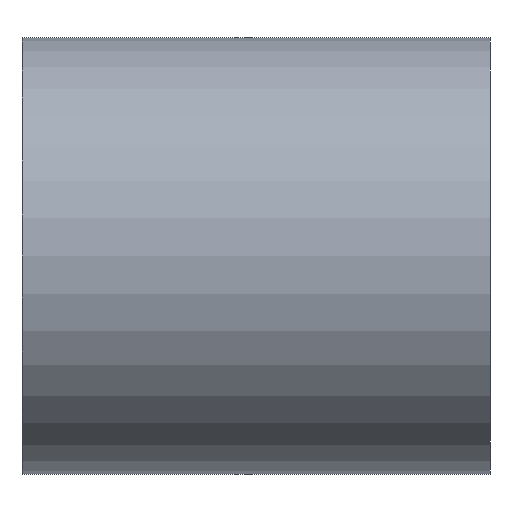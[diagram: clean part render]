
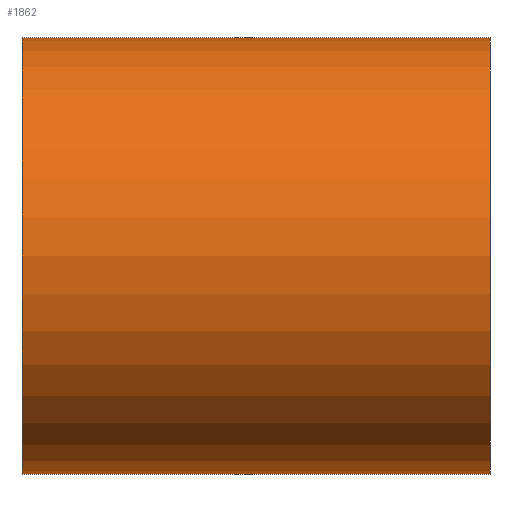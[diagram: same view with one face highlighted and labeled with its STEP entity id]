
A CAD part, left-side view. The second image highlights one B-rep face of the part: STEP entity #1862.
In plain terms, the highlighted cylindrical face has radius 7 mm (diameter 14 mm), a partial arc.
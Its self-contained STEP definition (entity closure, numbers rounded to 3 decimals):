
#248 = DIRECTION ( 'NONE',  ( 0., 1., 0. ) ) ;
#249 = AXIS2_PLACEMENT_3D ( 'NONE', #257, #248, #254 ) ;
#254 = DIRECTION ( 'NONE',  ( 0., 0., -1. ) ) ;
#255 = CIRCLE ( 'NONE', #249, 7. ) ;
#257 = CARTESIAN_POINT ( 'NONE',  ( 0., -7.5, 0. ) ) ;
#268 = FACE_OUTER_BOUND ( 'NONE', #1863, .T. ) ;
#269 = AXIS2_PLACEMENT_3D ( 'NONE', #279, #278, #277 ) ;
#271 = CYLINDRICAL_SURFACE ( 'NONE', #269, 7. ) ;
#277 = DIRECTION ( 'NONE',  ( 0., 0., 1. ) ) ;
#278 = DIRECTION ( 'NONE',  ( 0., 1., 0. ) ) ;
#279 = CARTESIAN_POINT ( 'NONE',  ( 0., 10.366, 0. ) ) ;
#281 = CARTESIAN_POINT ( 'NONE',  ( 0., 7.5, 7. ) ) ;
#283 = DIRECTION ( 'NONE',  ( 0., 1., 0. ) ) ;
#285 = CARTESIAN_POINT ( 'NONE',  ( 0., 10.366, -7. ) ) ;
#288 = VECTOR ( 'NONE', #283, 1000. ) ;
#291 = LINE ( 'NONE', #285, #288 ) ;
#327 = CARTESIAN_POINT ( 'NONE',  ( 0., 7.5, -7. ) ) ;
#328 = CARTESIAN_POINT ( 'NONE',  ( 0., -7.5, 7. ) ) ;
#355 = DIRECTION ( 'NONE',  ( 0., 0., 1. ) ) ;
#356 = DIRECTION ( 'NONE',  ( 0., -1., 0. ) ) ;
#357 = CARTESIAN_POINT ( 'NONE',  ( 0., 7.5, 0. ) ) ;
#358 = AXIS2_PLACEMENT_3D ( 'NONE', #357, #356, #355 ) ;
#359 = CIRCLE ( 'NONE', #358, 7. ) ;
#370 = LINE ( 'NONE', #384, #378 ) ;
#378 = VECTOR ( 'NONE', #381, 1000. ) ;
#379 = CARTESIAN_POINT ( 'NONE',  ( 0., -7.5, -7. ) ) ;
#381 = DIRECTION ( 'NONE',  ( 0., 1., 0. ) ) ;
#384 = CARTESIAN_POINT ( 'NONE',  ( 0., 10.366, 7. ) ) ;
#1859 = ORIENTED_EDGE ( 'NONE', *, *, #1912, .T. ) ;
#1862 = ADVANCED_FACE ( 'NONE', ( #268 ), #271, .T. ) ;
#1863 = EDGE_LOOP ( 'NONE', ( #1866, #1865, #1864, #1859 ) ) ;
#1864 = ORIENTED_EDGE ( 'NONE', *, *, #1902, .T. ) ;
#1865 = ORIENTED_EDGE ( 'NONE', *, *, #1883, .T. ) ;
#1866 = ORIENTED_EDGE ( 'NONE', *, *, #1875, .F. ) ;
#1875 = EDGE_CURVE ( 'NONE', #1907, #1894, #291, .T. ) ;
#1877 = VERTEX_POINT ( 'NONE', #281 ) ;
#1883 = EDGE_CURVE ( 'NONE', #1907, #1893, #255, .T. ) ;
#1893 = VERTEX_POINT ( 'NONE', #328 ) ;
#1894 = VERTEX_POINT ( 'NONE', #327 ) ;
#1902 = EDGE_CURVE ( 'NONE', #1893, #1877, #370, .T. ) ;
#1907 = VERTEX_POINT ( 'NONE', #379 ) ;
#1912 = EDGE_CURVE ( 'NONE', #1877, #1894, #359, .T. ) ;
